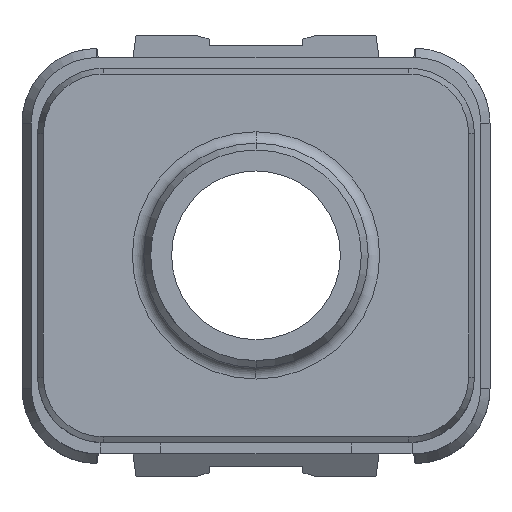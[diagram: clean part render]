
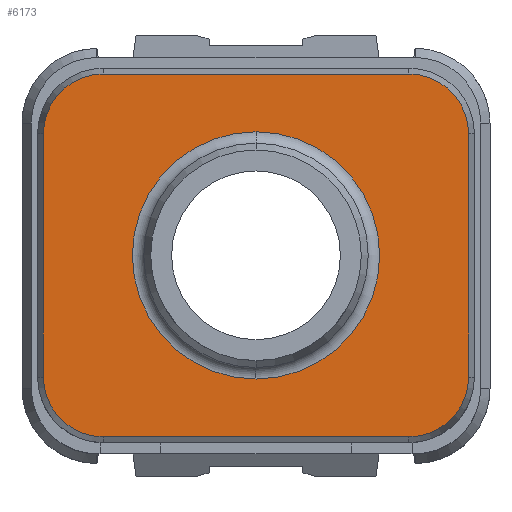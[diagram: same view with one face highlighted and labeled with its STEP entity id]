
A CAD part, top view. The second image highlights one B-rep face of the part: STEP entity #6173.
In plain terms, the highlighted planar face has unit normal (0, 0, 1).
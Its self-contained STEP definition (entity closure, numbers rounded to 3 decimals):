
#219=CARTESIAN_POINT('',(-4.9,3.9,4.18));
#220=DIRECTION('',(0.,0.,-1.));
#221=DIRECTION('',(-1.,0.,0.));
#222=AXIS2_PLACEMENT_3D('',#219,#220,#221);
#224=DIRECTION('',(1.,0.,0.));
#225=VECTOR('',#224,9.8);
#226=CARTESIAN_POINT('',(-4.9,5.812,4.18));
#227=LINE('',#226,#225);
#228=CARTESIAN_POINT('',(4.9,3.9,4.18));
#229=DIRECTION('',(0.,0.,-1.));
#230=DIRECTION('',(0.,1.,0.));
#231=AXIS2_PLACEMENT_3D('',#228,#229,#230);
#233=DIRECTION('',(0.,-1.,0.));
#234=VECTOR('',#233,7.8);
#235=CARTESIAN_POINT('',(6.812,3.9,4.18));
#236=LINE('',#235,#234);
#237=CARTESIAN_POINT('',(4.9,-3.9,4.18));
#238=DIRECTION('',(0.,0.,-1.));
#239=DIRECTION('',(1.,0.,0.));
#240=AXIS2_PLACEMENT_3D('',#237,#238,#239);
#242=DIRECTION('',(-1.,0.,0.));
#243=VECTOR('',#242,9.8);
#244=CARTESIAN_POINT('',(4.9,-5.812,4.18));
#245=LINE('',#244,#243);
#246=CARTESIAN_POINT('',(-4.9,-3.9,4.18));
#247=DIRECTION('',(0.,0.,-1.));
#248=DIRECTION('',(0.,-1.,0.));
#249=AXIS2_PLACEMENT_3D('',#246,#247,#248);
#251=DIRECTION('',(0.,1.,0.));
#252=VECTOR('',#251,7.8);
#253=CARTESIAN_POINT('',(-6.812,-3.9,4.18));
#254=LINE('',#253,#252);
#255=CARTESIAN_POINT('',(0.,0.,4.18));
#256=DIRECTION('',(0.,0.,1.));
#257=DIRECTION('',(0.,-1.,0.));
#258=AXIS2_PLACEMENT_3D('',#255,#256,#257);
#260=CARTESIAN_POINT('',(0.,0.,4.18));
#261=DIRECTION('',(0.,0.,1.));
#262=DIRECTION('',(0.,1.,0.));
#263=AXIS2_PLACEMENT_3D('',#260,#261,#262);
#4880=CARTESIAN_POINT('',(-6.812,3.9,4.18));
#4881=CARTESIAN_POINT('',(-4.9,5.812,4.18));
#4882=VERTEX_POINT('',#4880);
#4883=VERTEX_POINT('',#4881);
#4886=CARTESIAN_POINT('',(4.9,5.812,4.18));
#4887=VERTEX_POINT('',#4886);
#4890=CARTESIAN_POINT('',(6.812,3.9,4.18));
#4891=VERTEX_POINT('',#4890);
#4894=CARTESIAN_POINT('',(6.812,-3.9,4.18));
#4895=VERTEX_POINT('',#4894);
#4898=CARTESIAN_POINT('',(4.9,-5.812,4.18));
#4899=VERTEX_POINT('',#4898);
#4902=CARTESIAN_POINT('',(-4.9,-5.812,
4.18));
#4903=VERTEX_POINT('',#4902);
#4906=CARTESIAN_POINT('',(-6.812,-3.9,4.18));
#4907=VERTEX_POINT('',#4906);
#5493=CARTESIAN_POINT('',(0.,-3.963,4.18));
#5494=CARTESIAN_POINT('',(0.,3.963,4.18));
#5495=VERTEX_POINT('',#5493);
#5496=VERTEX_POINT('',#5494);
#6152=CARTESIAN_POINT('',(0.,0.,4.18));
#6153=DIRECTION('',(0.,0.,-1.));
#6154=DIRECTION('',(1.,0.,0.));
#6155=AXIS2_PLACEMENT_3D('',#6152,#6153,#6154);
#6156=PLANE('',#6155);
#6157=ORIENTED_EDGE('',*,*,#6064,.T.);
#6158=ORIENTED_EDGE('',*,*,#6079,.T.);
#6159=ORIENTED_EDGE('',*,*,#6120,.T.);
#6160=ORIENTED_EDGE('',*,*,#6134,.T.);
#6161=ORIENTED_EDGE('',*,*,#5979,.T.);
#6162=ORIENTED_EDGE('',*,*,#5994,.T.);
#6163=ORIENTED_EDGE('',*,*,#6008,.T.);
#6164=ORIENTED_EDGE('',*,*,#6023,.T.);
#6165=EDGE_LOOP('',(#6157,#6158,#6159,#6160,#6161,#6162,#6163,#6164));
#6166=FACE_OUTER_BOUND('',#6165,.F.);
#6168=ORIENTED_EDGE('',*,*,#6167,.T.);
#6170=ORIENTED_EDGE('',*,*,#6169,.T.);
#6171=EDGE_LOOP('',(#6168,#6170));
#6172=FACE_BOUND('',#6171,.F.);
#6173=ADVANCED_FACE('',(#6166,#6172),#6156,.F.);
#223=CIRCLE('',#222,1.912);
#232=CIRCLE('',#231,1.912);
#241=CIRCLE('',#240,1.912);
#250=CIRCLE('',#249,1.912);
#259=CIRCLE('',#258,3.963);
#264=CIRCLE('',#263,3.963);
#5979=EDGE_CURVE('',#4895,#4899,#241,.T.);
#5994=EDGE_CURVE('',#4899,#4903,#245,.T.);
#6008=EDGE_CURVE('',#4903,#4907,#250,.T.);
#6023=EDGE_CURVE('',#4907,#4882,#254,.T.);
#6064=EDGE_CURVE('',#4882,#4883,#223,.T.);
#6079=EDGE_CURVE('',#4883,#4887,#227,.T.);
#6120=EDGE_CURVE('',#4887,#4891,#232,.T.);
#6134=EDGE_CURVE('',#4891,#4895,#236,.T.);
#6167=EDGE_CURVE('',#5495,#5496,#259,.T.);
#6169=EDGE_CURVE('',#5496,#5495,#264,.T.);
